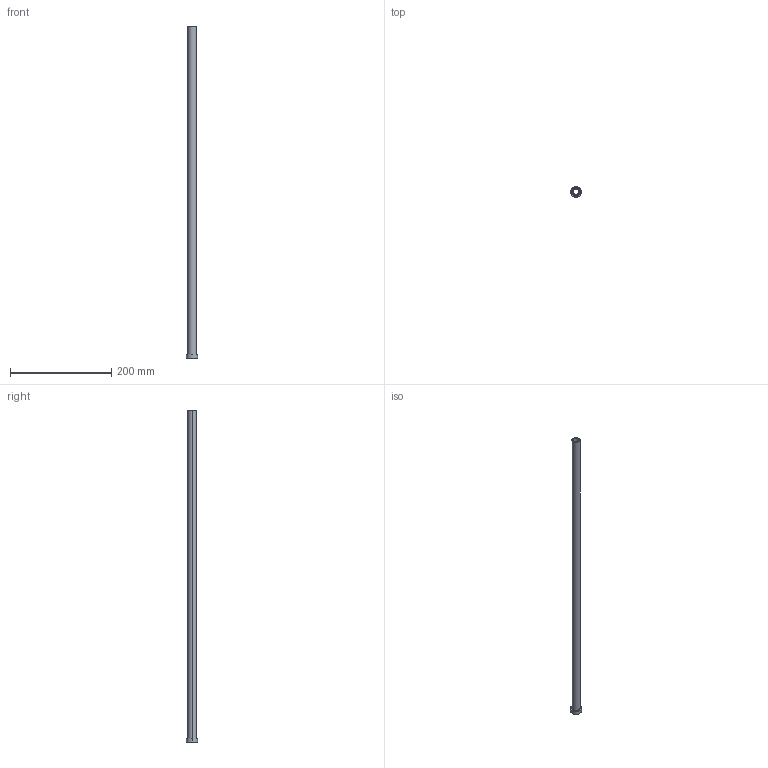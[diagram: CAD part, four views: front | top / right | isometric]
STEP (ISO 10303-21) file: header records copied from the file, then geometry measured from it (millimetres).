
FILE_DESCRIPTION (( 'STEP AP203' ), '1' );
FILE_NAME ('d51e.STEP', '2022-07-08T14:17:57', ( '' ), ( '' ), 'SwSTEP 2.0', 'SolidWorks 2019', '' );
FILE_SCHEMA (( 'CONFIG_CONTROL_DESIGN' ));
Length unit declared in the file: millimetre
Products named in the file (1): d51e
Bounding box: 22 x 22 x 657 mm (x, y, z)
Volume: 59051.6 mm3; surface area: 58443.9 mm2
Topology: 1 solids, 1 shells, 11 faces, 22 edges, 14 vertices
Faces by surface type: cylinder 6, plane 3, torus 2
Entity records: 377 total; most frequent: DIRECTION 62, CARTESIAN_POINT 48, ORIENTED_EDGE 44, AXIS2_PLACEMENT_3D 28, EDGE_CURVE 22, CIRCLE 16, EDGE_LOOP 14, VERTEX_POINT 14
